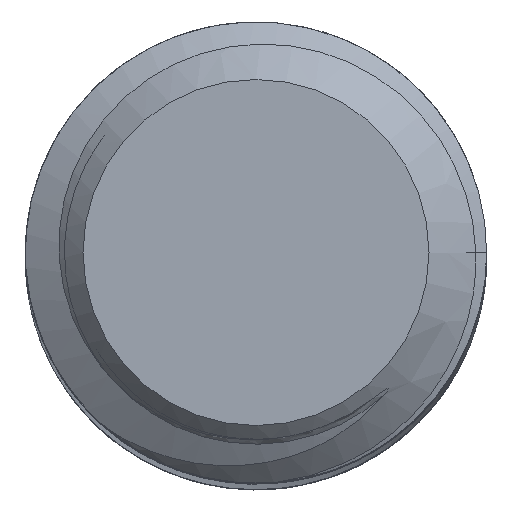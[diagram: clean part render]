
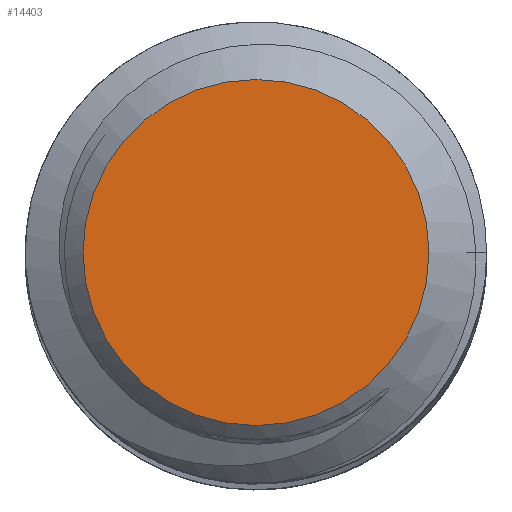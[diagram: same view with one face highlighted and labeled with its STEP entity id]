
A CAD part, top view. The second image highlights one B-rep face of the part: STEP entity #14403.
In plain terms, the highlighted planar face has unit normal (0, 0, 1).
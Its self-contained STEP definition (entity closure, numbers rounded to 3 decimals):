
#13400 = CONICAL_SURFACE('',#13401,4.,0.785);
#13401 = AXIS2_PLACEMENT_3D('',#13402,#13403,#13404);
#13402 = CARTESIAN_POINT('',(0.,0.,68.));
#13403 = DIRECTION('',(-0.,-0.,-1.));
#13404 = DIRECTION('',(1.,0.,0.));
#13747 = VERTEX_POINT('',#13748);
#13748 = CARTESIAN_POINT('',(3.,0.,69.));
#13767 = EDGE_CURVE('',#13747,#13747,#13768,.T.);
#13768 = SURFACE_CURVE('',#13769,(#13774,#13781),.PCURVE_S1.);
#13769 = CIRCLE('',#13770,3.);
#13770 = AXIS2_PLACEMENT_3D('',#13771,#13772,#13773);
#13771 = CARTESIAN_POINT('',(0.,0.,69.));
#13772 = DIRECTION('',(0.,0.,1.));
#13773 = DIRECTION('',(1.,0.,0.));
#13774 = PCURVE('',#13400,#13775);
#13775 = DEFINITIONAL_REPRESENTATION('',(#13776),#13780);
#13776 = LINE('',#13777,#13778);
#13777 = CARTESIAN_POINT('',(-0.,-1.));
#13778 = VECTOR('',#13779,1.);
#13779 = DIRECTION('',(-1.,-0.));
#13780 = ( GEOMETRIC_REPRESENTATION_CONTEXT(2) 
PARAMETRIC_REPRESENTATION_CONTEXT() REPRESENTATION_CONTEXT('2D SPACE',''
  ) );
#13781 = PCURVE('',#13782,#13787);
#13782 = PLANE('',#13783);
#13783 = AXIS2_PLACEMENT_3D('',#13784,#13785,#13786);
#13784 = CARTESIAN_POINT('',(0.,0.,69.)
  );
#13785 = DIRECTION('',(0.,0.,1.));
#13786 = DIRECTION('',(1.,0.,0.));
#13787 = DEFINITIONAL_REPRESENTATION('',(#13788),#13792);
#13788 = CIRCLE('',#13789,3.);
#13789 = AXIS2_PLACEMENT_2D('',#13790,#13791);
#13790 = CARTESIAN_POINT('',(0.,0.));
#13791 = DIRECTION('',(1.,0.));
#13792 = ( GEOMETRIC_REPRESENTATION_CONTEXT(2) 
PARAMETRIC_REPRESENTATION_CONTEXT() REPRESENTATION_CONTEXT('2D SPACE',''
  ) );
#14403 = ADVANCED_FACE('',(#14404),#13782,.T.);
#14404 = FACE_BOUND('',#14405,.T.);
#14405 = EDGE_LOOP('',(#14406));
#14406 = ORIENTED_EDGE('',*,*,#13767,.T.);
